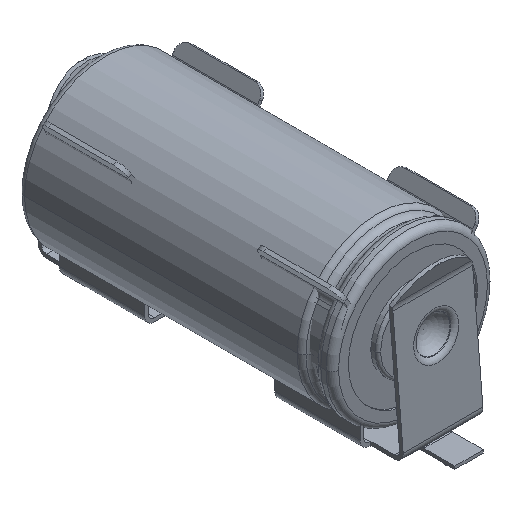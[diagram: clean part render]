
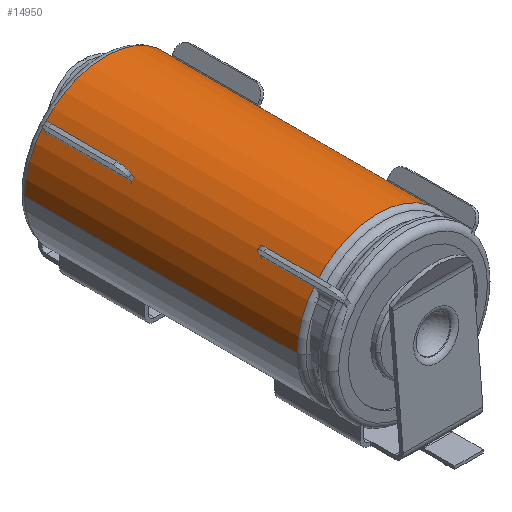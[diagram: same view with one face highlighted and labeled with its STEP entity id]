
A CAD part, isometric view. The second image highlights one B-rep face of the part: STEP entity #14950.
In plain terms, the highlighted cylindrical face has radius 9 mm (diameter 18 mm), a partial arc.
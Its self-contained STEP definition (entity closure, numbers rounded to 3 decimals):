
#14039 = TOROIDAL_SURFACE('',#14040,8.3,0.7);
#14040 = AXIS2_PLACEMENT_3D('',#14041,#14042,#14043);
#14041 = CARTESIAN_POINT('',(0.,0.,31.073));
#14042 = DIRECTION('',(0.,0.,-1.));
#14043 = DIRECTION('',(-1.,0.,0.));
#14059 = VERTEX_POINT('',#14060);
#14060 = CARTESIAN_POINT('',(9.,0.,31.073));
#14087 = EDGE_CURVE('',#14088,#14059,#14090,.T.);
#14088 = VERTEX_POINT('',#14089);
#14089 = CARTESIAN_POINT('',(-9.,0.,31.073));
#14090 = SURFACE_CURVE('',#14091,(#14096,#14103),.PCURVE_S1.);
#14091 = CIRCLE('',#14092,9.);
#14092 = AXIS2_PLACEMENT_3D('',#14093,#14094,#14095);
#14093 = CARTESIAN_POINT('',(0.,0.,31.073));
#14094 = DIRECTION('',(0.,0.,-1.));
#14095 = DIRECTION('',(-1.,0.,0.));
#14096 = PCURVE('',#14039,#14097);
#14097 = DEFINITIONAL_REPRESENTATION('',(#14098),#14102);
#14098 = LINE('',#14099,#14100);
#14099 = CARTESIAN_POINT('',(0.,6.283));
#14100 = VECTOR('',#14101,1.);
#14101 = DIRECTION('',(1.,0.));
#14102 = ( GEOMETRIC_REPRESENTATION_CONTEXT(2) 
PARAMETRIC_REPRESENTATION_CONTEXT() REPRESENTATION_CONTEXT('2D SPACE',''
  ) );
#14103 = PCURVE('',#14104,#14109);
#14104 = CYLINDRICAL_SURFACE('',#14105,9.);
#14105 = AXIS2_PLACEMENT_3D('',#14106,#14107,#14108);
#14106 = CARTESIAN_POINT('',(0.,0.,35.));
#14107 = DIRECTION('',(-0.,-0.,1.));
#14108 = DIRECTION('',(1.,0.,0.));
#14109 = DEFINITIONAL_REPRESENTATION('',(#14110),#14114);
#14110 = LINE('',#14111,#14112);
#14111 = CARTESIAN_POINT('',(3.142,-3.927));
#14112 = VECTOR('',#14113,1.);
#14113 = DIRECTION('',(-1.,0.));
#14114 = ( GEOMETRIC_REPRESENTATION_CONTEXT(2) 
PARAMETRIC_REPRESENTATION_CONTEXT() REPRESENTATION_CONTEXT('2D SPACE',''
  ) );
#14232 = TOROIDAL_SURFACE('',#14233,8.3,0.7);
#14233 = AXIS2_PLACEMENT_3D('',#14234,#14235,#14236);
#14234 = CARTESIAN_POINT('',(0.,0.,0.7));
#14235 = DIRECTION('',(-0.,-0.,1.));
#14236 = DIRECTION('',(1.,0.,0.));
#14261 = VERTEX_POINT('',#14262);
#14262 = CARTESIAN_POINT('',(-9.,0.,0.7));
#14289 = EDGE_CURVE('',#14290,#14261,#14292,.T.);
#14290 = VERTEX_POINT('',#14291);
#14291 = CARTESIAN_POINT('',(9.,0.,0.7));
#14292 = SURFACE_CURVE('',#14293,(#14298,#14305),.PCURVE_S1.);
#14293 = CIRCLE('',#14294,9.);
#14294 = AXIS2_PLACEMENT_3D('',#14295,#14296,#14297);
#14295 = CARTESIAN_POINT('',(0.,0.,0.7));
#14296 = DIRECTION('',(0.,-0.,1.));
#14297 = DIRECTION('',(1.,0.,0.));
#14298 = PCURVE('',#14232,#14299);
#14299 = DEFINITIONAL_REPRESENTATION('',(#14300),#14304);
#14300 = LINE('',#14301,#14302);
#14301 = CARTESIAN_POINT('',(0.,6.283));
#14302 = VECTOR('',#14303,1.);
#14303 = DIRECTION('',(1.,0.));
#14304 = ( GEOMETRIC_REPRESENTATION_CONTEXT(2) 
PARAMETRIC_REPRESENTATION_CONTEXT() REPRESENTATION_CONTEXT('2D SPACE',''
  ) );
#14305 = PCURVE('',#14104,#14306);
#14306 = DEFINITIONAL_REPRESENTATION('',(#14307),#14311);
#14307 = LINE('',#14308,#14309);
#14308 = CARTESIAN_POINT('',(0.,-34.3));
#14309 = VECTOR('',#14310,1.);
#14310 = DIRECTION('',(1.,0.));
#14311 = ( GEOMETRIC_REPRESENTATION_CONTEXT(2) 
PARAMETRIC_REPRESENTATION_CONTEXT() REPRESENTATION_CONTEXT('2D SPACE',''
  ) );
#14950 = ADVANCED_FACE('',(#14951),#14104,.T.);
#14951 = FACE_BOUND('',#14952,.T.);
#14952 = EDGE_LOOP('',(#14953,#14954,#14980,#14981));
#14953 = ORIENTED_EDGE('',*,*,#14289,.T.);
#14954 = ORIENTED_EDGE('',*,*,#14955,.T.);
#14955 = EDGE_CURVE('',#14261,#14088,#14956,.T.);
#14956 = SURFACE_CURVE('',#14957,(#14961,#14968),.PCURVE_S1.);
#14957 = LINE('',#14958,#14959);
#14958 = CARTESIAN_POINT('',(-9.,0.,35.));
#14959 = VECTOR('',#14960,1.);
#14960 = DIRECTION('',(-0.,-0.,1.));
#14961 = PCURVE('',#14104,#14962);
#14962 = DEFINITIONAL_REPRESENTATION('',(#14963),#14967);
#14963 = LINE('',#14964,#14965);
#14964 = CARTESIAN_POINT('',(3.142,0.));
#14965 = VECTOR('',#14966,1.);
#14966 = DIRECTION('',(0.,1.));
#14967 = ( GEOMETRIC_REPRESENTATION_CONTEXT(2) 
PARAMETRIC_REPRESENTATION_CONTEXT() REPRESENTATION_CONTEXT('2D SPACE',''
  ) );
#14968 = PCURVE('',#14969,#14974);
#14969 = CYLINDRICAL_SURFACE('',#14970,9.);
#14970 = AXIS2_PLACEMENT_3D('',#14971,#14972,#14973);
#14971 = CARTESIAN_POINT('',(0.,0.,35.));
#14972 = DIRECTION('',(-0.,-0.,1.));
#14973 = DIRECTION('',(1.,0.,0.));
#14974 = DEFINITIONAL_REPRESENTATION('',(#14975),#14979);
#14975 = LINE('',#14976,#14977);
#14976 = CARTESIAN_POINT('',(3.142,0.));
#14977 = VECTOR('',#14978,1.);
#14978 = DIRECTION('',(0.,1.));
#14979 = ( GEOMETRIC_REPRESENTATION_CONTEXT(2) 
PARAMETRIC_REPRESENTATION_CONTEXT() REPRESENTATION_CONTEXT('2D SPACE',''
  ) );
#14980 = ORIENTED_EDGE('',*,*,#14087,.T.);
#14981 = ORIENTED_EDGE('',*,*,#14982,.F.);
#14982 = EDGE_CURVE('',#14290,#14059,#14983,.T.);
#14983 = SURFACE_CURVE('',#14984,(#14988,#14995),.PCURVE_S1.);
#14984 = LINE('',#14985,#14986);
#14985 = CARTESIAN_POINT('',(9.,0.,35.));
#14986 = VECTOR('',#14987,1.);
#14987 = DIRECTION('',(-0.,-0.,1.));
#14988 = PCURVE('',#14104,#14989);
#14989 = DEFINITIONAL_REPRESENTATION('',(#14990),#14994);
#14990 = LINE('',#14991,#14992);
#14991 = CARTESIAN_POINT('',(0.,0.));
#14992 = VECTOR('',#14993,1.);
#14993 = DIRECTION('',(0.,1.));
#14994 = ( GEOMETRIC_REPRESENTATION_CONTEXT(2) 
PARAMETRIC_REPRESENTATION_CONTEXT() REPRESENTATION_CONTEXT('2D SPACE',''
  ) );
#14995 = PCURVE('',#14969,#14996);
#14996 = DEFINITIONAL_REPRESENTATION('',(#14997),#15001);
#14997 = LINE('',#14998,#14999);
#14998 = CARTESIAN_POINT('',(6.283,0.));
#14999 = VECTOR('',#15000,1.);
#15000 = DIRECTION('',(0.,1.));
#15001 = ( GEOMETRIC_REPRESENTATION_CONTEXT(2) 
PARAMETRIC_REPRESENTATION_CONTEXT() REPRESENTATION_CONTEXT('2D SPACE',''
  ) );
